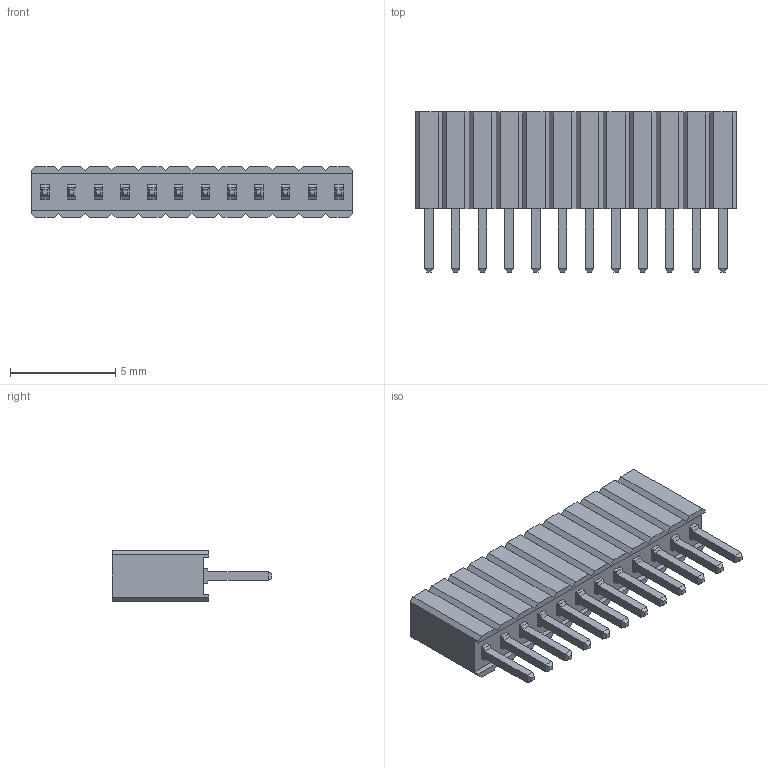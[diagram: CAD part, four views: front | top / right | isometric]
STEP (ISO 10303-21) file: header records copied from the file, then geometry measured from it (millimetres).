
FILE_DESCRIPTION(('STEP AP242'),'1');
FILE_NAME('m52-5001245.stp','2025-01-30T05:16:53',('TraceParts'),('TraceParts S.A.'),'Spatial InterOp 3D',' ',' ');
FILE_SCHEMA(('AP242_MANAGED_MODEL_BASED_3D_ENGINEERING_MIM_LF {1 0 10303 442 1 1 4}'));
Length unit declared in the file: millimetre
Products named in the file (1): m52-5001245_1
Bounding box: 15.24 x 7.6 x 2.4 mm (x, y, z)
Volume: 151.2 mm3; surface area: 674.1 mm2
Topology: 13 solids, 13 shells, 524 faces, 1446 edges, 948 vertices
Faces by surface type: plane 452, cylinder 72
Entity records: 16626 total; most frequent: CARTESIAN_POINT 2931, ORIENTED_EDGE 2892, DIRECTION 2664, EDGE_CURVE 1446, LINE 1302, VECTOR 1302, VERTEX_POINT 948, AXIS2_PLACEMENT_3D 681
